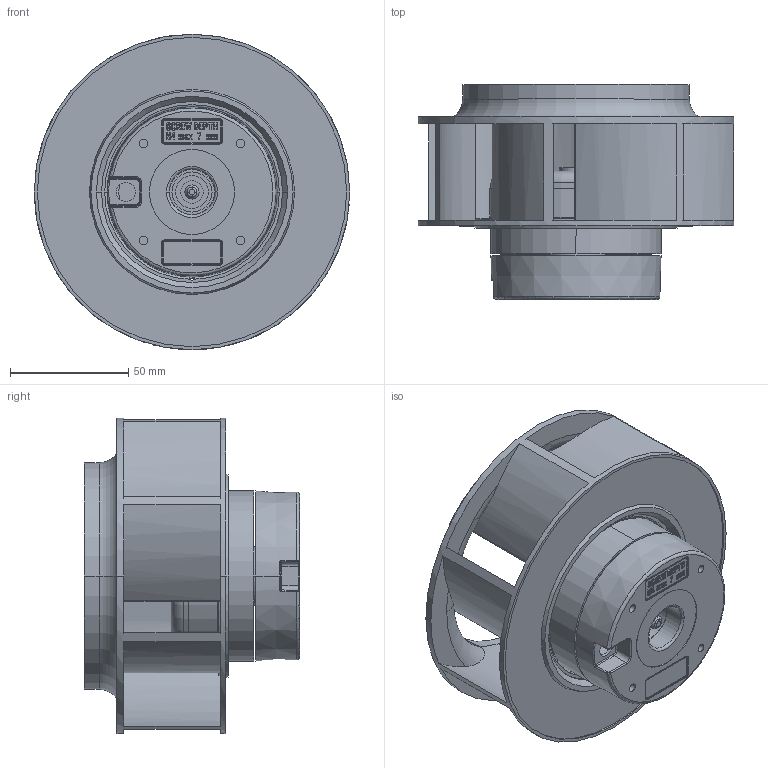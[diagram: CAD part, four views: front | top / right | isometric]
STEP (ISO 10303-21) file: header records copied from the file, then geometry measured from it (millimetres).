
FILE_DESCRIPTION (( 'STEP AP203' ), '1' );
FILE_NAME ('ODB13391.stp', '2020-11-16T17:00:39', ( '' ), ( '' ), 'SwSTEP 2.0', 'SolidWorks 2018', '' );
FILE_SCHEMA (( 'CONFIG_CONTROL_DESIGN' ));
Length unit declared in the file: millimetre
Products named in the file (1): ODB13391
Bounding box: 133.5 x 91 x 133.5 mm (x, y, z)
Volume: 110725.3 mm3; surface area: 124662.6 mm2
Topology: 4 solids, 4 shells, 751 faces, 1919 edges, 1226 vertices
Faces by surface type: plane 284, bspline 188, cylinder 152, torus 77, cone 48, sphere 2
Entity records: 28686 total; most frequent: CARTESIAN_POINT 11460, ORIENTED_EDGE 3838, DIRECTION 3138, EDGE_CURVE 1919, VERTEX_POINT 1226, AXIS2_PLACEMENT_3D 1124, LINE 890, VECTOR 890
